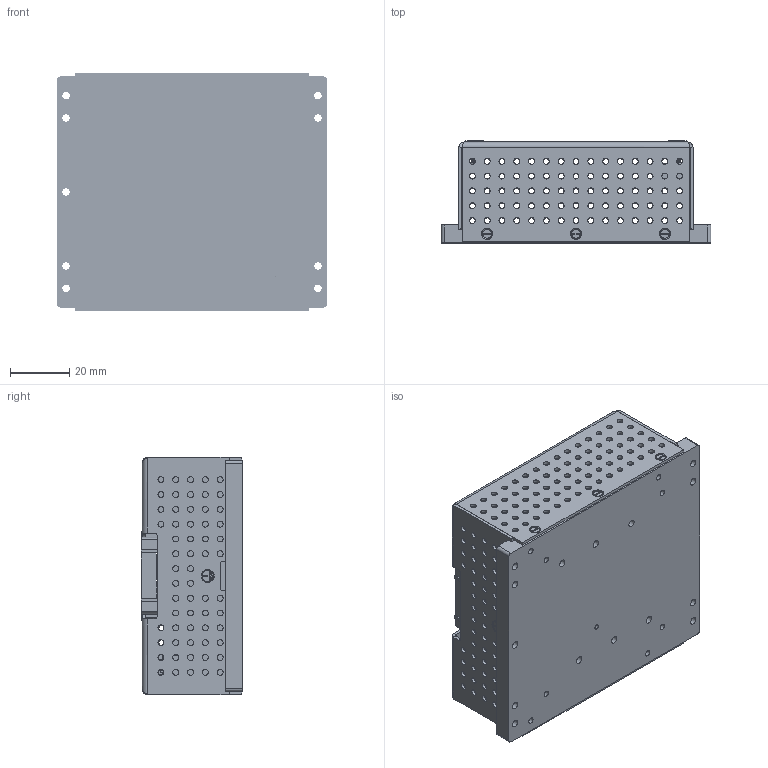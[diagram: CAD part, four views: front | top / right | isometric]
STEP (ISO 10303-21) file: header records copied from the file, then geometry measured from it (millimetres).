
FILE_DESCRIPTION (( 'STEP AP203' ), '1' );
FILE_NAME ('043535-ICD-02.STEP', '2023-03-31T09:36:44', ( '' ), ( '' ), 'SwSTEP 2.0', 'SolidWorks 2021', '' );
FILE_SCHEMA (( 'CONFIG_CONTROL_DESIGN' ));
Length unit declared in the file: millimetre
Products named in the file (8): 045084; 043535-ICD-02; 019571; 019569; 037162; 037159_ICD; 037156_ICD; 043452
Assembly tree (10 placements, depth 3):
  043535-ICD-02
    019571
    019569
    037159_ICD
      037156_ICD
    045084  x6
  037162
  043452
Bounding box: 91 x 34.42 x 80 mm (x, y, z)
Volume: 55625.3 mm3; surface area: 51660 mm2
Topology: 8 solids, 125 shells, 2508 faces, 8848 edges, 6483 vertices
Faces by surface type: plane 1223, bspline 638, cylinder 496, cone 151
Full cylindrical faces by diameter (mm): 0.494 x36, 0.498 x36, 1.25 x6, 1.6 x7, 1.623 x32, 1.933 x10, 1.934 x10, 2 x219, 2.05 x8, 2.5 x15, 3 x4, 3.25 x4, 3.8 x1, 4 x4, 4.4 x1
Entity records: 125423 total; most frequent: CARTESIAN_POINT 58358, ORIENTED_EDGE 13242, DIRECTION 11131, EDGE_CURVE 7841, VERTEX_POINT 6043, LINE 4951, VECTOR 4951, EDGE_LOOP 3570
